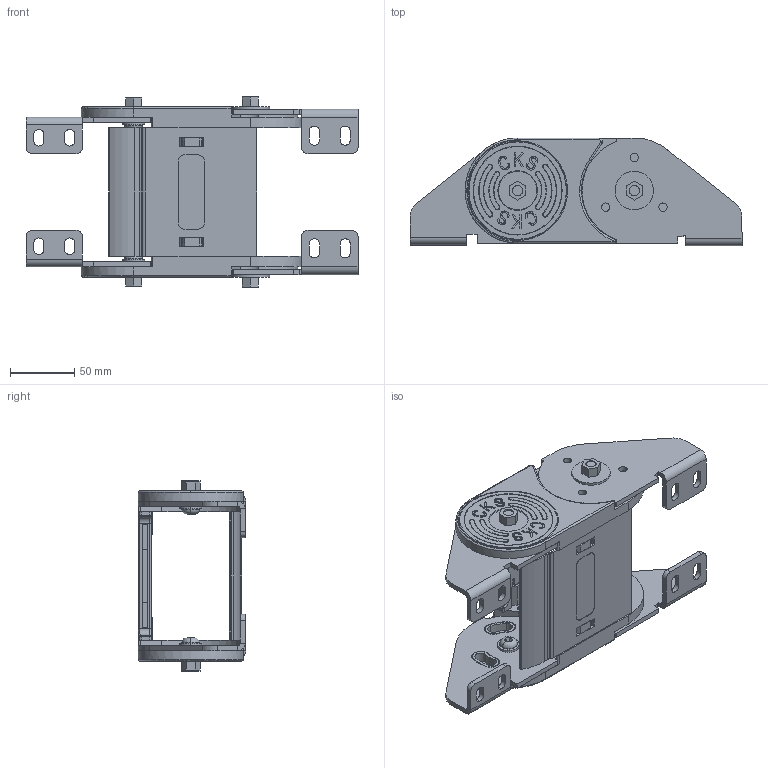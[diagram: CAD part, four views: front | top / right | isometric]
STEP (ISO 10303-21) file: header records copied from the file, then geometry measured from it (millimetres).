
FILE_DESCRIPTION (( 'STEP AP214' ), '1' );
FILE_NAME ('CK60-Y100-METAL AYAK.STEP', '2019-09-18T14:42:23', ( '' ), ( '' ), 'SwSTEP 2.0', 'SolidWorks 2017', '' );
FILE_SCHEMA (( 'AUTOMOTIVE_DESIGN' ));
Length unit declared in the file: millimetre
Products named in the file (1): CK60-Y100-METAL AYAK
Bounding box: 259 x 84.01 x 148.53 mm (x, y, z)
Volume: 379082.6 mm3; surface area: 221347.7 mm2
Topology: 24 solids, 24 shells, 1289 faces, 3319 edges, 2146 vertices
Faces by surface type: plane 592, cylinder 455, bspline 198, torus 36, sphere 8
Entity records: 48926 total; most frequent: CARTESIAN_POINT 18439, ORIENTED_EDGE 6622, DIRECTION 5861, EDGE_CURVE 3311, VERTEX_POINT 2146, AXIS2_PLACEMENT_3D 2004, VECTOR 1853, LINE 1853
